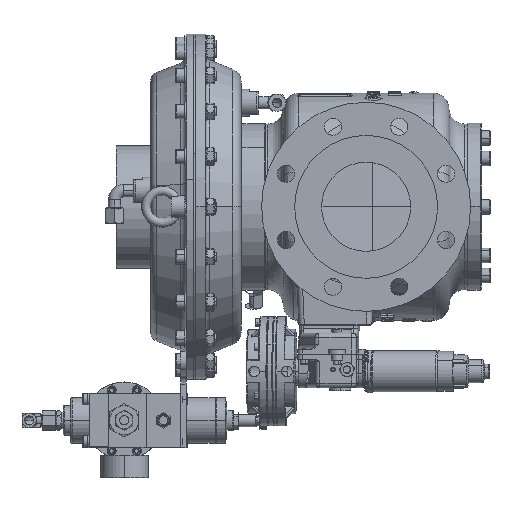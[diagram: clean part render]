
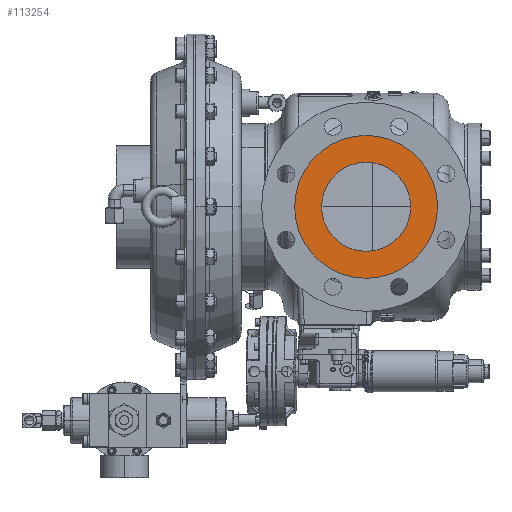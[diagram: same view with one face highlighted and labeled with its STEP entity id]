
A CAD part, left-side view. The second image highlights one B-rep face of the part: STEP entity #113254.
In plain terms, the highlighted planar face has unit normal (-1, 0, 0).
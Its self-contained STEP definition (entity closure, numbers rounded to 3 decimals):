
#415 = AXIS2_PLACEMENT_3D ( 'NONE', #45520, #20519, #3113 ) ;
#3113 = DIRECTION ( 'NONE',  ( 0., 0., 1. ) ) ;
#3908 = CARTESIAN_POINT ( 'NONE',  ( -195.897, 0.939, 278.302 ) ) ;
#8921 = AXIS2_PLACEMENT_3D ( 'NONE', #23833, #13976, #91752 ) ;
#11126 = EDGE_LOOP ( 'NONE', ( #39274, #112866 ) ) ;
#13611 = DIRECTION ( 'NONE',  ( 0., 0., 1. ) ) ;
#13976 = DIRECTION ( 'NONE',  ( -1., 0., 0. ) ) ;
#14601 = CARTESIAN_POINT ( 'NONE',  ( -195.897, 0.939, 356.902 ) ) ;
#15268 = CARTESIAN_POINT ( 'NONE',  ( -195.897, 0.939, 405.892 ) ) ;
#16076 = EDGE_CURVE ( 'NONE', #30377, #67977, #85978, .T. ) ;
#16605 = CARTESIAN_POINT ( 'NONE',  ( -195.897, 0.939, 435.502 ) ) ;
#19528 = DIRECTION ( 'NONE',  ( 0., 0., 1. ) ) ;
#20519 = DIRECTION ( 'NONE',  ( -1., 0., 0. ) ) ;
#22731 = DIRECTION ( 'NONE',  ( -1., 0., 0. ) ) ;
#23833 = CARTESIAN_POINT ( 'NONE',  ( -195.897, 0.939, 356.902 ) ) ;
#25885 = EDGE_CURVE ( 'NONE', #99848, #63724, #88866, .T. ) ;
#27515 = ORIENTED_EDGE ( 'NONE', *, *, #93386, .F. ) ;
#29928 = CARTESIAN_POINT ( 'NONE',  ( -195.897, 0.939, 356.902 ) ) ;
#30377 = VERTEX_POINT ( 'NONE', #16605 ) ;
#30876 = DIRECTION ( 'NONE',  ( 0., 0., 1. ) ) ;
#32812 = ORIENTED_EDGE ( 'NONE', *, *, #25885, .F. ) ;
#39274 = ORIENTED_EDGE ( 'NONE', *, *, #84978, .T. ) ;
#45520 = CARTESIAN_POINT ( 'NONE',  ( -195.897, 0.939, 356.902 ) ) ;
#46230 = AXIS2_PLACEMENT_3D ( 'NONE', #14601, #22731, #30876 ) ;
#46892 = EDGE_LOOP ( 'NONE', ( #27515, #32812 ) ) ;
#47012 = AXIS2_PLACEMENT_3D ( 'NONE', #74544, #109965, #13611 ) ;
#56493 = PLANE ( 'NONE',  #415 ) ;
#63724 = VERTEX_POINT ( 'NONE', #68658 ) ;
#67977 = VERTEX_POINT ( 'NONE', #3908 ) ;
#68239 = CIRCLE ( 'NONE', #8921, 78.6 ) ;
#68658 = CARTESIAN_POINT ( 'NONE',  ( -195.897, 0.939, 307.911 ) ) ;
#74544 = CARTESIAN_POINT ( 'NONE',  ( -195.897, 0.939, 356.902 ) ) ;
#82612 = FACE_BOUND ( 'NONE', #46892, .T. ) ;
#83310 = DIRECTION ( 'NONE',  ( -1., 0., 0. ) ) ;
#84978 = EDGE_CURVE ( 'NONE', #67977, #30377, #68239, .T. ) ;
#85978 = CIRCLE ( 'NONE', #110004, 78.6 ) ;
#88866 = CIRCLE ( 'NONE', #46230, 48.99 ) ;
#91752 = DIRECTION ( 'NONE',  ( 0., 0., 1. ) ) ;
#93386 = EDGE_CURVE ( 'NONE', #63724, #99848, #95232, .T. ) ;
#95232 = CIRCLE ( 'NONE', #47012, 48.99 ) ;
#99848 = VERTEX_POINT ( 'NONE', #15268 ) ;
#108763 = FACE_OUTER_BOUND ( 'NONE', #11126, .T. ) ;
#109965 = DIRECTION ( 'NONE',  ( -1., 0., 0. ) ) ;
#110004 = AXIS2_PLACEMENT_3D ( 'NONE', #29928, #83310, #19528 ) ;
#112866 = ORIENTED_EDGE ( 'NONE', *, *, #16076, .T. ) ;
#113254 = ADVANCED_FACE ( 'NONE', ( #108763, #82612 ), #56493, .T. ) ;
